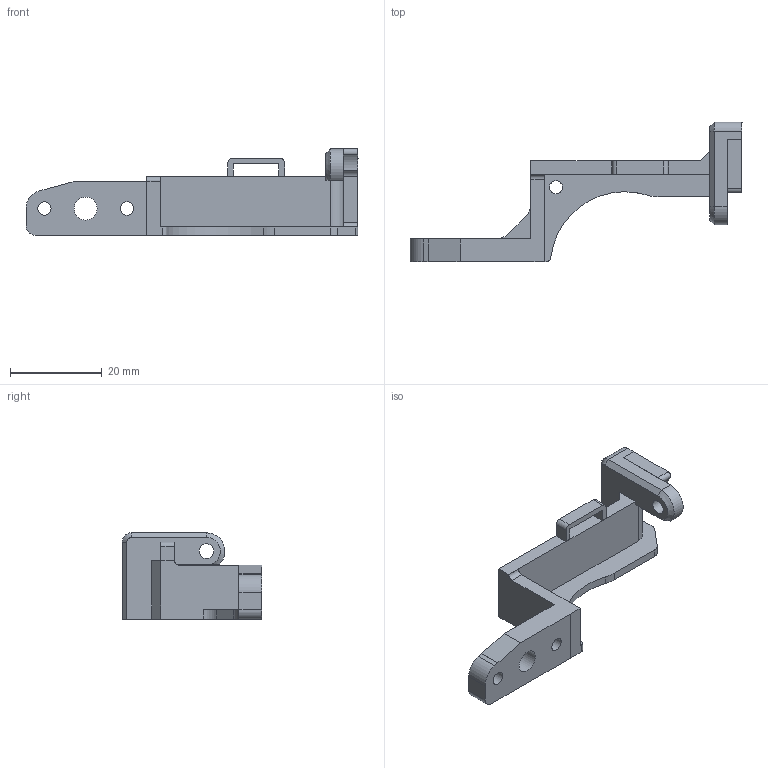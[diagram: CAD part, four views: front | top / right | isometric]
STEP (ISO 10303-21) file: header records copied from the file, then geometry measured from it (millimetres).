
FILE_DESCRIPTION(/* description */ (''),/* implementation_level */ '2;1');
FILE_NAME(/* name */ 'forward-probe-mount.step',/* time_stamp */ '2023-09-13T07:53:44-04:00',/* author */ (''),/* organization */ (''),/* preprocessor_version */ 'ST-DEVELOPER v20',/* originating_system */ 'Autodesk Translation Framework v12.9.0.99',/* authorisation */ '');
FILE_SCHEMA (('AUTOMOTIVE_DESIGN { 1 0 10303 214 3 1 1 }'));
Length unit declared in the file: millimetre
Products named in the file (1): forward-probe-mount
Bounding box: 72.3 x 30.4 x 18.8 mm (x, y, z)
Volume: 5457.6 mm3; surface area: 4622.6 mm2
Topology: 3 solids, 3 shells, 71 faces, 193 edges, 128 vertices
Faces by surface type: plane 45, cylinder 24, cone 2
Full cylindrical faces by diameter (mm): 2.8 x1, 2.9 x2, 3.2 x1, 5 x1
Entity records: 2291 total; most frequent: CARTESIAN_POINT 395, ORIENTED_EDGE 386, DIRECTION 386, EDGE_CURVE 193, LINE 142, VECTOR 142, VERTEX_POINT 128, AXIS2_PLACEMENT_3D 122
